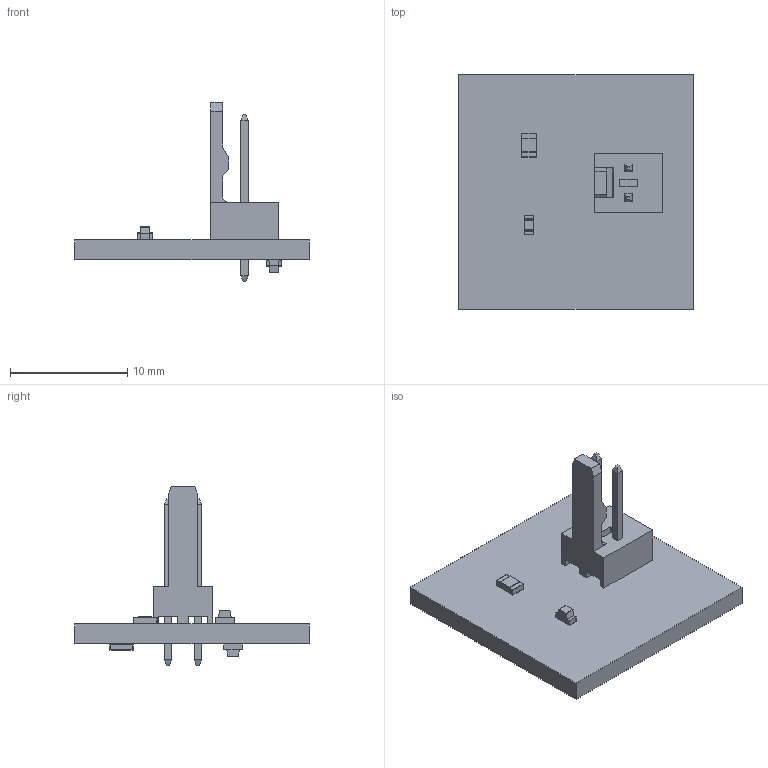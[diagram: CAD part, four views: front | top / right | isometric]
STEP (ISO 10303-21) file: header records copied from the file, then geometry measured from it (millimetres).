
FILE_DESCRIPTION(('Open CASCADE Model'),'2;1');
FILE_NAME('Open CASCADE Shape Model','2020-06-23T15:53:09',('Author'),( 'Open CASCADE'),'Open CASCADE STEP processor 6.8','Open CASCADE 6.8' ,'Unknown');
FILE_SCHEMA(('AUTOMOTIVE_DESIGN { 1 0 10303 214 1 1 1 1 }'));
Length unit declared in the file: millimetre
Products named in the file (19): PCB; Board; Open CASCADE STEP translator 6.8 1.1.1; R2; CRT0805-BY-1002EST--3DModel-STEP-46669; D2; User_Library-led0603_GRE; R1; J1; 022292021; Open CASCADE STEP translator 6.8 1.5.1.1; Open CASCADE STEP translator 6.8 1.5.1.2; D1
Assembly tree (26 placements, depth 4):
  PCB
    Board
      Open CASCADE STEP translator 6.8 1.1.1
    R2
      CRT0805-BY-1002EST--3DModel-STEP-46669
    D2
      User_Library-led0603_GRE
      User_Library-led0603_GRE
      User_Library-led0603_GRE
      User_Library-led0603_GRE
      User_Library-led0603_GRE
      User_Library-led0603_GRE
      User_Library-led0603_GRE
    R1
      CRT0805-BY-1002EST--3DModel-STEP-46669
    J1
      022292021
        Open CASCADE STEP translator 6.8 1.5.1.1
        Open CASCADE STEP translator 6.8 1.5.1.2
    D1
      User_Library-led0603_GRE
      User_Library-led0603_GRE
      User_Library-led0603_GRE
      User_Library-led0603_GRE
      User_Library-led0603_GRE
      User_Library-led0603_GRE
      User_Library-led0603_GRE
Bounding box: 20 x 20 x 15.26 mm (x, y, z)
Volume: 792.6 mm3; surface area: 1263 mm2
Topology: 24 solids, 24 shells, 235 faces, 529 edges, 350 vertices
Faces by surface type: plane 222, cylinder 13
Entity records: 5090 total; most frequent: CARTESIAN_POINT 767, DIRECTION 727, ORIENTED_EDGE 698, EDGE_CURVE 349, LINE 339, VECTOR 339, VERTEX_POINT 226, AXIS2_PLACEMENT_3D 194
